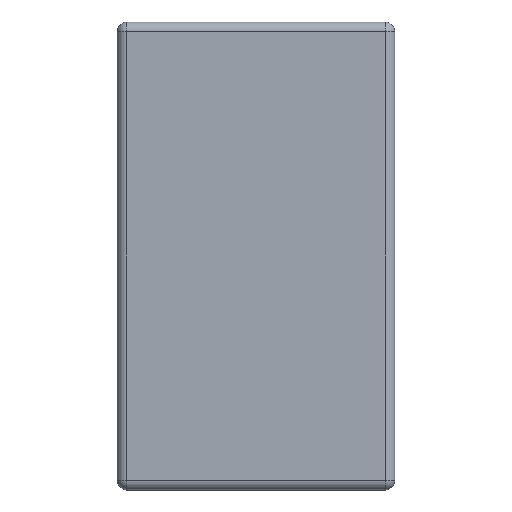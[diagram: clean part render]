
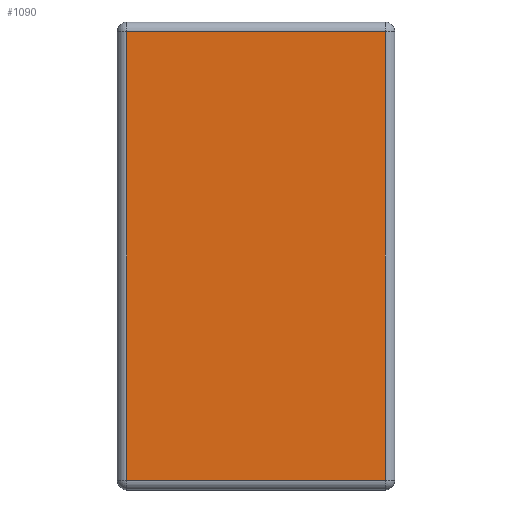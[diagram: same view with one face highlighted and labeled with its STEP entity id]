
A CAD part, left-side view. The second image highlights one B-rep face of the part: STEP entity #1090.
In plain terms, the highlighted planar face has unit normal (-1, 0, 0).
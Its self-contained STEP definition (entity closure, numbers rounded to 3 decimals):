
#112 = AXIS2_PLACEMENT_3D ( 'NONE', #2000, #576, #4134 ) ;
#253 = VECTOR ( 'NONE', #868, 1000. ) ;
#529 = PLANE ( 'NONE',  #112 ) ;
#573 = ORIENTED_EDGE ( 'NONE', *, *, #4542, .T. ) ;
#576 = DIRECTION ( 'NONE',  ( -1., 0., 0. ) ) ;
#834 = LINE ( 'NONE', #4162, #3550 ) ;
#868 = DIRECTION ( 'NONE',  ( 0., -1., 0. ) ) ;
#1090 = ADVANCED_FACE ( 'NONE', ( #1300 ), #529, .T. ) ;
#1095 = VERTEX_POINT ( 'NONE', #3827 ) ;
#1257 = CARTESIAN_POINT ( 'NONE',  ( 0., 0.143, 0. ) ) ;
#1300 = FACE_OUTER_BOUND ( 'NONE', #1689, .T. ) ;
#1315 = VERTEX_POINT ( 'NONE', #2550 ) ;
#1689 = EDGE_LOOP ( 'NONE', ( #3582, #573, #1843, #4548 ) ) ;
#1811 = EDGE_CURVE ( 'NONE', #2895, #1095, #3900, .T. ) ;
#1843 = ORIENTED_EDGE ( 'NONE', *, *, #4480, .T. ) ;
#2000 = CARTESIAN_POINT ( 'NONE',  ( 0., 0., 0. ) ) ;
#2183 = CARTESIAN_POINT ( 'NONE',  ( 0., 3.927, -0.143 ) ) ;
#2441 = VECTOR ( 'NONE', #2479, 1000. ) ;
#2479 = DIRECTION ( 'NONE',  ( 0., 0., -1. ) ) ;
#2550 = CARTESIAN_POINT ( 'NONE',  ( 0., 0.143, -0.143 ) ) ;
#2662 = LINE ( 'NONE', #4090, #253 ) ;
#2895 = VERTEX_POINT ( 'NONE', #2183 ) ;
#3022 = DIRECTION ( 'NONE',  ( 0., 1., 0. ) ) ;
#3251 = VERTEX_POINT ( 'NONE', #4143 ) ;
#3452 = DIRECTION ( 'NONE',  ( 0., 0., 1. ) ) ;
#3550 = VECTOR ( 'NONE', #3022, 1000. ) ;
#3582 = ORIENTED_EDGE ( 'NONE', *, *, #4061, .T. ) ;
#3827 = CARTESIAN_POINT ( 'NONE',  ( 0., 3.927, -6.717 ) ) ;
#3900 = LINE ( 'NONE', #4619, #2441 ) ;
#3934 = VECTOR ( 'NONE', #3452, 1000. ) ;
#4061 = EDGE_CURVE ( 'NONE', #1095, #3251, #2662, .T. ) ;
#4090 = CARTESIAN_POINT ( 'NONE',  ( 0., 0., -6.717 ) ) ;
#4134 = DIRECTION ( 'NONE',  ( 0., 0., 1. ) ) ;
#4143 = CARTESIAN_POINT ( 'NONE',  ( 0., 0.143, -6.717 ) ) ;
#4162 = CARTESIAN_POINT ( 'NONE',  ( 0., 4.07, -0.143 ) ) ;
#4480 = EDGE_CURVE ( 'NONE', #1315, #2895, #834, .T. ) ;
#4511 = LINE ( 'NONE', #1257, #3934 ) ;
#4542 = EDGE_CURVE ( 'NONE', #3251, #1315, #4511, .T. ) ;
#4548 = ORIENTED_EDGE ( 'NONE', *, *, #1811, .T. ) ;
#4619 = CARTESIAN_POINT ( 'NONE',  ( 0., 3.927, -6.86 ) ) ;
